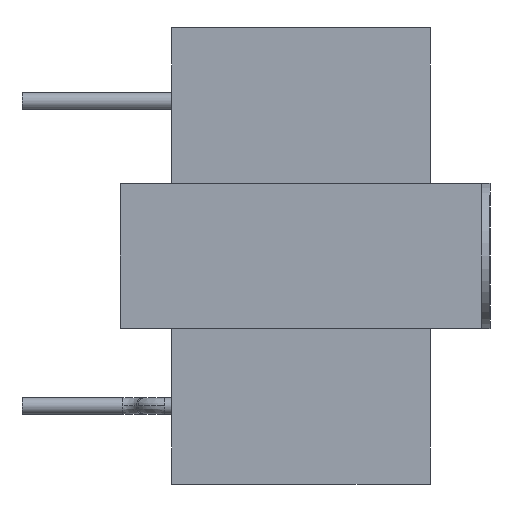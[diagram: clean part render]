
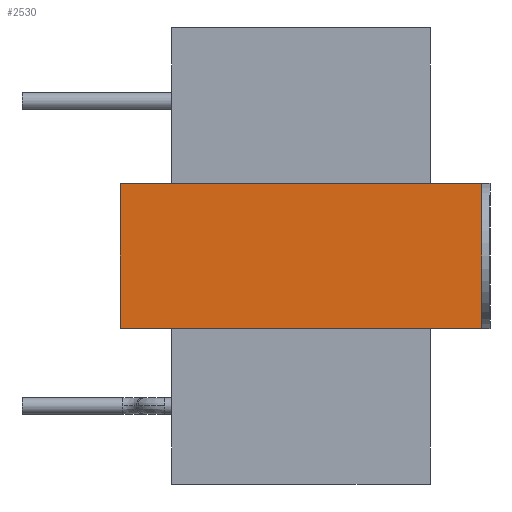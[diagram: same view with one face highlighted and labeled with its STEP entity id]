
A CAD part, left-side view. The second image highlights one B-rep face of the part: STEP entity #2530.
In plain terms, the highlighted planar face has unit normal (-1, 0, 0).
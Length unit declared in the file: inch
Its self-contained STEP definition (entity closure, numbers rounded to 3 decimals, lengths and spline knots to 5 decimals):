
#1089 = EDGE_CURVE ( 'NONE', #1586, #17823, #17281, .T. ) ;
#1249 = DIRECTION ( 'NONE',  ( 0., -1., 0. ) ) ;
#1586 = VERTEX_POINT ( 'NONE', #12960 ) ;
#1824 = CARTESIAN_POINT ( 'NONE',  ( -1.3, 0., -0.435 ) ) ;
#2138 = CARTESIAN_POINT ( 'NONE',  ( -1.3, 1.085, 0.435 ) ) ;
#2530 = ADVANCED_FACE ( 'NONE', ( #13350 ), #16094, .F. ) ;
#2904 = LINE ( 'NONE', #16848, #11584 ) ;
#3531 = VECTOR ( 'NONE', #17180, 39.37008 ) ;
#3603 = VERTEX_POINT ( 'NONE', #10430 ) ;
#4382 = AXIS2_PLACEMENT_3D ( 'NONE', #2138, #17155, #16630 ) ;
#4610 = EDGE_CURVE ( 'NONE', #1586, #6077, #10311, .T. ) ;
#4888 = CARTESIAN_POINT ( 'NONE',  ( -1.3, -1.085, -0.435 ) ) ;
#5728 = VECTOR ( 'NONE', #1249, 39.37008 ) ;
#6077 = VERTEX_POINT ( 'NONE', #16926 ) ;
#7438 = ORIENTED_EDGE ( 'NONE', *, *, #15561, .T. ) ;
#7631 = CARTESIAN_POINT ( 'NONE',  ( -1.3, 1.085, 0.435 ) ) ;
#10311 = LINE ( 'NONE', #7631, #12720 ) ;
#10337 = ORIENTED_EDGE ( 'NONE', *, *, #15162, .F. ) ;
#10430 = CARTESIAN_POINT ( 'NONE',  ( -1.3, -1.085, 0.435 ) ) ;
#10565 = ORIENTED_EDGE ( 'NONE', *, *, #1089, .T. ) ;
#11137 = LINE ( 'NONE', #13935, #5728 ) ;
#11584 = VECTOR ( 'NONE', #14122, 39.37008 ) ;
#12720 = VECTOR ( 'NONE', #17330, 39.37008 ) ;
#12960 = CARTESIAN_POINT ( 'NONE',  ( -1.3, 1.085, -0.435 ) ) ;
#13350 = FACE_OUTER_BOUND ( 'NONE', #14722, .T. ) ;
#13935 = CARTESIAN_POINT ( 'NONE',  ( -1.3, 0., 0.435 ) ) ;
#14122 = DIRECTION ( 'NONE',  ( 0., 0., 1. ) ) ;
#14722 = EDGE_LOOP ( 'NONE', ( #7438, #10337, #17712, #10565 ) ) ;
#15162 = EDGE_CURVE ( 'NONE', #6077, #3603, #11137, .T. ) ;
#15561 = EDGE_CURVE ( 'NONE', #17823, #3603, #2904, .T. ) ;
#16094 = PLANE ( 'NONE',  #4382 ) ;
#16630 = DIRECTION ( 'NONE',  ( 0., 0., -1. ) ) ;
#16848 = CARTESIAN_POINT ( 'NONE',  ( -1.3, -1.085, 0. ) ) ;
#16926 = CARTESIAN_POINT ( 'NONE',  ( -1.3, 1.085, 0.435 ) ) ;
#17155 = DIRECTION ( 'NONE',  ( 1., 0., 0. ) ) ;
#17180 = DIRECTION ( 'NONE',  ( 0., -1., 0. ) ) ;
#17281 = LINE ( 'NONE', #1824, #3531 ) ;
#17330 = DIRECTION ( 'NONE',  ( 0., 0., 1. ) ) ;
#17712 = ORIENTED_EDGE ( 'NONE', *, *, #4610, .F. ) ;
#17823 = VERTEX_POINT ( 'NONE', #4888 ) ;
